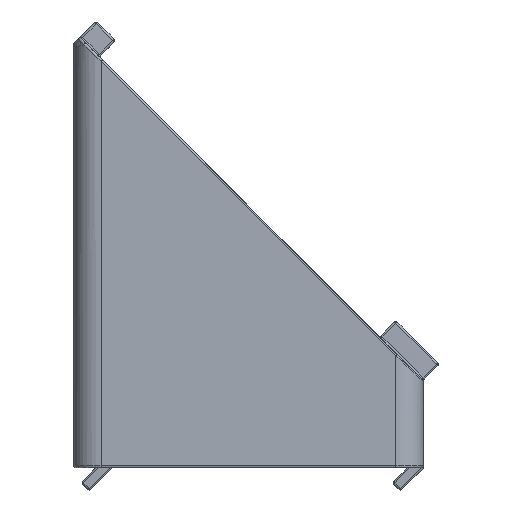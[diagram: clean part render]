
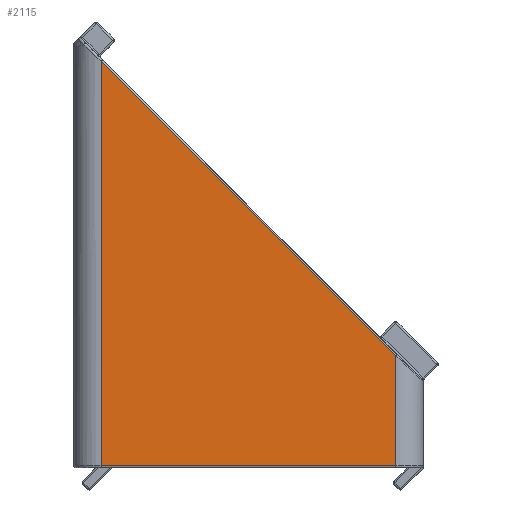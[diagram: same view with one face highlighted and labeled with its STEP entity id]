
A CAD part, left-side view. The second image highlights one B-rep face of the part: STEP entity #2115.
In plain terms, the highlighted planar face has unit normal (-1, 0, 0).
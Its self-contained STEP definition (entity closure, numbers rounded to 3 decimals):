
#268 = CARTESIAN_POINT ( 'NONE',  ( -19.05, -16.05, 12.217 ) ) ;
#637 = LINE ( 'NONE', #7417, #6183 ) ;
#650 = AXIS2_PLACEMENT_3D ( 'NONE', #6596, #8787, #4483 ) ;
#721 = EDGE_LOOP ( 'NONE', ( #7248, #1797, #4313, #8048 ) ) ;
#1037 = VERTEX_POINT ( 'NONE', #268 ) ;
#1154 = EDGE_CURVE ( 'NONE', #8238, #7825, #3057, .T. ) ;
#1797 = ORIENTED_EDGE ( 'NONE', *, *, #2952, .T. ) ;
#1887 = CARTESIAN_POINT ( 'NONE',  ( -19.05, 16.05, 0.2 ) ) ;
#2115 = ADVANCED_FACE ( 'NONE', ( #8991 ), #2957, .F. ) ;
#2134 = DIRECTION ( 'NONE',  ( 0., 0.707, 0.707 ) ) ;
#2208 = EDGE_CURVE ( 'NONE', #6447, #8238, #637, .T. ) ;
#2276 = CARTESIAN_POINT ( 'NONE',  ( -19.05, -16.05, 47.6 ) ) ;
#2668 = CARTESIAN_POINT ( 'NONE',  ( -19.05, 16.05, 0.2 ) ) ;
#2952 = EDGE_CURVE ( 'NONE', #1037, #6447, #9095, .T. ) ;
#2957 = PLANE ( 'NONE',  #650 ) ;
#3057 = LINE ( 'NONE', #1887, #5466 ) ;
#3330 = VECTOR ( 'NONE', #2134, 1000. ) ;
#3653 = VECTOR ( 'NONE', #8081, 1000. ) ;
#4176 = CARTESIAN_POINT ( 'NONE',  ( -19.05, -16.05, 0.2 ) ) ;
#4313 = ORIENTED_EDGE ( 'NONE', *, *, #2208, .T. ) ;
#4402 = CARTESIAN_POINT ( 'NONE',  ( -19.05, 17.691, 45.959 ) ) ;
#4483 = DIRECTION ( 'NONE',  ( 0., 0., -1. ) ) ;
#5308 = CARTESIAN_POINT ( 'NONE',  ( -19.05, 16.05, 44.317 ) ) ;
#5311 = DIRECTION ( 'NONE',  ( 0., 0., -1. ) ) ;
#5466 = VECTOR ( 'NONE', #6956, 1000. ) ;
#5599 = LINE ( 'NONE', #2276, #3653 ) ;
#6183 = VECTOR ( 'NONE', #5311, 1000. ) ;
#6447 = VERTEX_POINT ( 'NONE', #5308 ) ;
#6596 = CARTESIAN_POINT ( 'NONE',  ( -19.05, 16.05, 47.6 ) ) ;
#6956 = DIRECTION ( 'NONE',  ( 0., -1., 0. ) ) ;
#7248 = ORIENTED_EDGE ( 'NONE', *, *, #7550, .F. ) ;
#7417 = CARTESIAN_POINT ( 'NONE',  ( -19.05, 16.05, 47.6 ) ) ;
#7550 = EDGE_CURVE ( 'NONE', #1037, #7825, #5599, .T. ) ;
#7825 = VERTEX_POINT ( 'NONE', #4176 ) ;
#8048 = ORIENTED_EDGE ( 'NONE', *, *, #1154, .T. ) ;
#8081 = DIRECTION ( 'NONE',  ( 0., 0., -1. ) ) ;
#8238 = VERTEX_POINT ( 'NONE', #2668 ) ;
#8787 = DIRECTION ( 'NONE',  ( 1., 0., 0. ) ) ;
#8991 = FACE_OUTER_BOUND ( 'NONE', #721, .T. ) ;
#9095 = LINE ( 'NONE', #4402, #3330 ) ;
